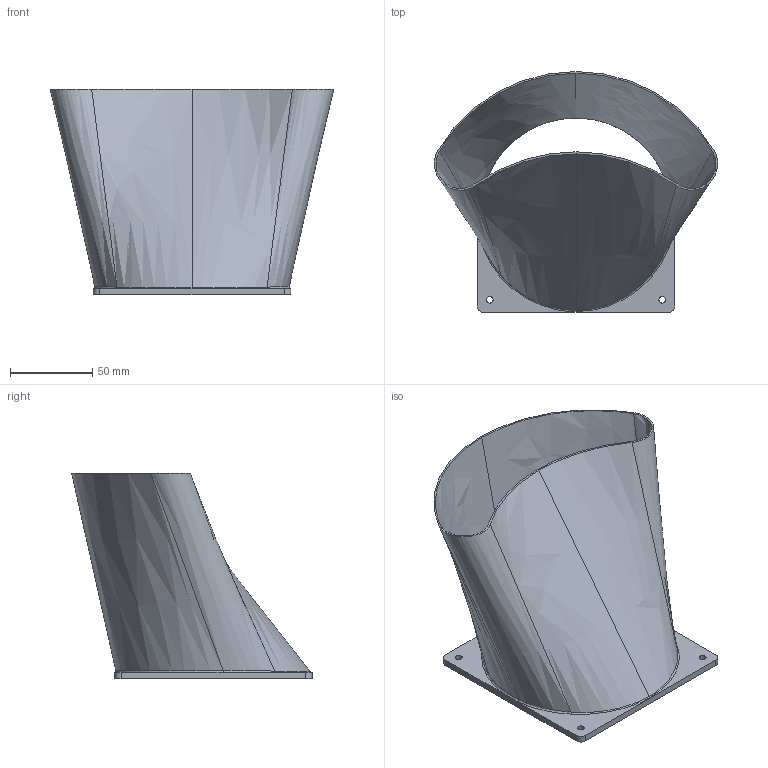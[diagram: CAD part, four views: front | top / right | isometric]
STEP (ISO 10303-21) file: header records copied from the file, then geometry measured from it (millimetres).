
FILE_DESCRIPTION(/* description */ (''),/* implementation_level */ '2;1');
FILE_NAME(/* name */ 'Luftkanal-Kopie-WH.stp',/* time_stamp */ '2014-04-11T08:45:44+02:00',/* author */ ('Walter'),/* organization */ (''),/* preprocessor_version */ 'ST-DEVELOPER v15.2',/* originating_system */ 'Autodesk Inventor 2014',/* authorisation */ '');
FILE_SCHEMA (('AUTOMOTIVE_DESIGN { 1 0 10303 214 3 1 1 }'));
Length unit declared in the file: millimetre
Products named in the file (1): Luftkanal-Kopie-WH
Bounding box: 171.99 x 146 x 125 mm (x, y, z)
Volume: 64540.1 mm3; surface area: 109836 mm2
Topology: 1 solids, 1 shells, 40 faces, 106 edges, 68 vertices
Faces by surface type: bspline 20, plane 11, cylinder 9
Full cylindrical faces by diameter (mm): 4 x4, 116 x1
Entity records: 2309 total; most frequent: CARTESIAN_POINT 1416, ORIENTED_EDGE 200, DIRECTION 131, EDGE_CURVE 100, VERTEX_POINT 67, EDGE_LOOP 55, AXIS2_PLACEMENT_3D 54, B_SPLINE_CURVE_WITH_KNOTS 44
